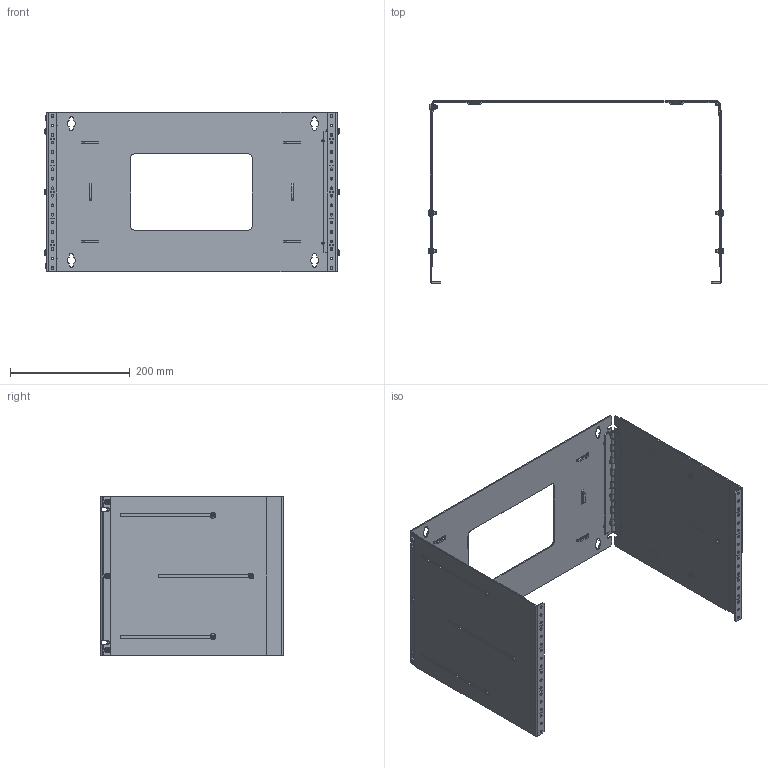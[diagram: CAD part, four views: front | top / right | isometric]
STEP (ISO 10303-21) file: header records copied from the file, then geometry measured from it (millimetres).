
FILE_DESCRIPTION (( 'STEP AP203' ), '1' );
FILE_NAME ('APB19010BK1.step', '2020-11-12T17:20:32', ( 'ADC123' ), ( 'Microsoft' ), 'SwSTEP 2.0', 'SolidWorks 2019', '' );
FILE_SCHEMA (( 'CONFIG_CONTROL_DESIGN' ));
Length unit declared in the file: inch
Products named in the file (1): APB19010BK1
Bounding box: 492.51 x 304.8 x 266.32 mm (x, y, z)
Volume: 757187.4 mm3; surface area: 853189.5 mm2
Topology: 26 solids, 26 shells, 732 faces, 1893 edges, 1237 vertices
Faces by surface type: plane 482, cylinder 202, bspline 27, cone 21
Full cylindrical faces by diameter (mm): 3.175 x1, 4.039 x9, 4.496 x36, 4.572 x9, 5.105 x3, 6.198 x9, 6.35 x9, 8.636 x9, 9.906 x9
Entity records: 22712 total; most frequent: CARTESIAN_POINT 5008, DIRECTION 3528, ORIENTED_EDGE 3466, EDGE_CURVE 1733, VERTEX_POINT 1219, VECTOR 1206, LINE 1206, AXIS2_PLACEMENT_3D 1161
